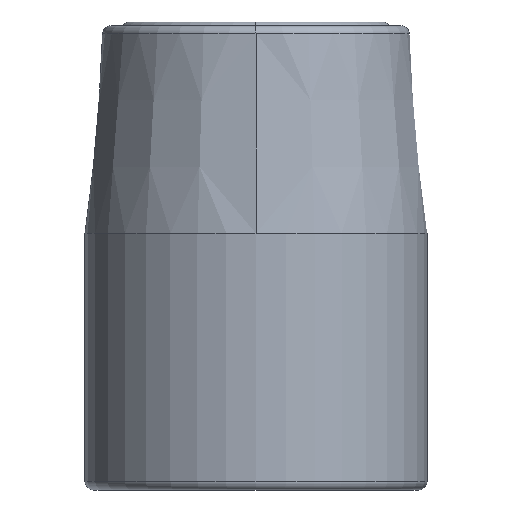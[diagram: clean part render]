
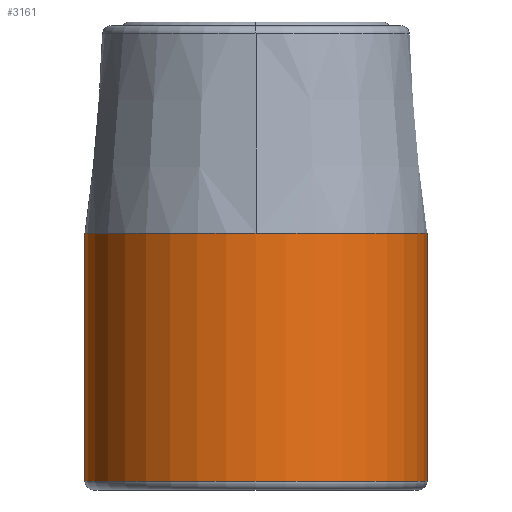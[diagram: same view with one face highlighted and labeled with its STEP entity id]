
A CAD part, front view. The second image highlights one B-rep face of the part: STEP entity #3161.
In plain terms, the highlighted cylindrical face has radius 14 mm (diameter 28 mm), a partial arc.
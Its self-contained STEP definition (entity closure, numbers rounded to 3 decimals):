
#2762=DIRECTION('',(0.,0.,1.));
#2763=VECTOR('',#2762,20.3);
#2764=CARTESIAN_POINT('',(-14.,0.,0.4));
#2765=LINE('',#2764,#2763);
#2785=CARTESIAN_POINT('',(0.,0.,20.7));
#2786=DIRECTION('',(0.,0.,1.));
#2787=DIRECTION('',(1.,0.,0.));
#2788=AXIS2_PLACEMENT_3D('',#2785,#2786,#2787);
#2793=CARTESIAN_POINT('',(0.,0.,20.7));
#2794=DIRECTION('',(0.,0.,1.));
#2795=DIRECTION('',(0.,1.,0.));
#2796=AXIS2_PLACEMENT_3D('',#2793,#2794,#2795);
#2801=CARTESIAN_POINT('',(0.,0.,0.4));
#2802=DIRECTION('',(0.,0.,-1.));
#2803=DIRECTION('',(-1.,0.,0.));
#2804=AXIS2_PLACEMENT_3D('',#2801,#2802,#2803);
#2809=DIRECTION('',(0.,0.,1.));
#2810=VECTOR('',#2809,20.3);
#2811=CARTESIAN_POINT('',(14.,0.,0.4));
#2812=LINE('',#2811,#2810);
#2950=CARTESIAN_POINT('',(-14.,0.,0.4));
#2951=CARTESIAN_POINT('',(14.,0.,0.4));
#2952=VERTEX_POINT('',#2950);
#2953=VERTEX_POINT('',#2951);
#2958=CARTESIAN_POINT('',(14.,0.,20.7));
#2959=CARTESIAN_POINT('',(0.,14.,20.7));
#2960=VERTEX_POINT('',#2958);
#2961=VERTEX_POINT('',#2959);
#2962=CARTESIAN_POINT('',(-14.,0.,20.7));
#2963=VERTEX_POINT('',#2962);
#3146=CARTESIAN_POINT('',(0.,0.,-0.3));
#3147=DIRECTION('',(0.,0.,1.));
#3148=DIRECTION('',(1.,0.,0.));
#3149=AXIS2_PLACEMENT_3D('',#3146,#3147,#3148);
#3150=CYLINDRICAL_SURFACE('',#3149,14.);
#3152=ORIENTED_EDGE('',*,*,#3151,.T.);
#3154=ORIENTED_EDGE('',*,*,#3153,.T.);
#3155=ORIENTED_EDGE('',*,*,#3133,.F.);
#3157=ORIENTED_EDGE('',*,*,#3156,.T.);
#3158=ORIENTED_EDGE('',*,*,#3129,.T.);
#3159=EDGE_LOOP('',(#3152,#3154,#3155,#3157,#3158));
#3160=FACE_OUTER_BOUND('',#3159,.F.);
#3161=ADVANCED_FACE('',(#3160),#3150,.T.);
#2789=CIRCLE('',#2788,14.);
#2797=CIRCLE('',#2796,14.);
#2805=CIRCLE('',#2804,14.);
#3129=EDGE_CURVE('',#2953,#2960,#2812,.T.);
#3133=EDGE_CURVE('',#2952,#2963,#2765,.T.);
#3151=EDGE_CURVE('',#2960,#2961,#2789,.T.);
#3153=EDGE_CURVE('',#2961,#2963,#2797,.T.);
#3156=EDGE_CURVE('',#2952,#2953,#2805,.T.);
